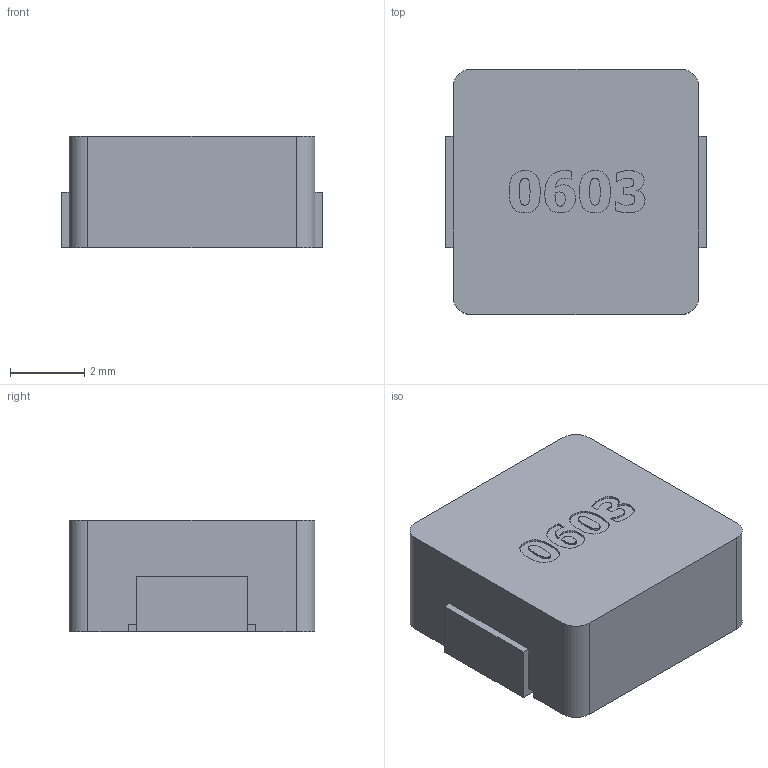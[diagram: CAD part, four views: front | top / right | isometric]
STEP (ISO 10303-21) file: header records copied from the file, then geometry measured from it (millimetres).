
FILE_DESCRIPTION (( 'STEP AP214' ), '1' );
FILE_NAME ('L_Wuerth_HCI-7030.STEP', '2019-12-20T09:19:35', ( '' ), ( '' ), 'SwSTEP 2.0', 'SolidWorks 2017', '' );
FILE_SCHEMA (( 'AUTOMOTIVE_DESIGN' ));
Length unit declared in the file: millimetre
Products named in the file (1): L_Wuerth_HCI-7030
Bounding box: 7 x 6.6 x 3 mm (x, y, z)
Volume: 131.2 mm3; surface area: 172.5 mm2
Topology: 1 solids, 1 shells, 110 faces, 303 edges, 202 vertices
Faces by surface type: bspline 63, plane 43, cylinder 4
Entity records: 7117 total; most frequent: CARTESIAN_POINT 3495, ORIENTED_EDGE 606, EDGE_CURVE 303, DIRECTION 281, VERTEX_POINT 202, VECTOR 169, LINE 169, B_SPLINE_CURVE_WITH_KNOTS 126
